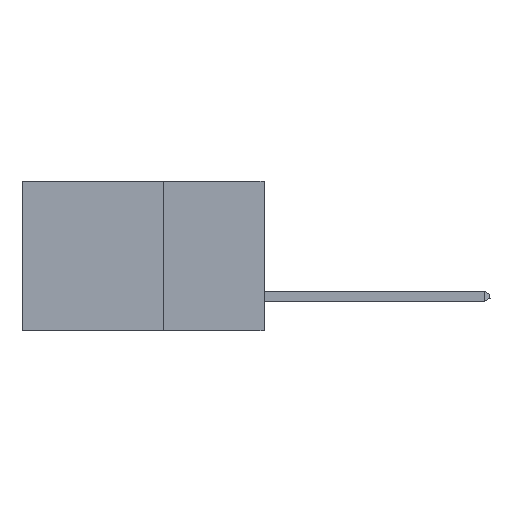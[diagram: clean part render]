
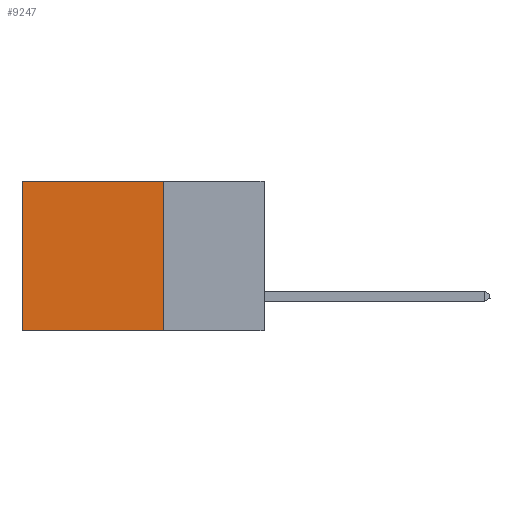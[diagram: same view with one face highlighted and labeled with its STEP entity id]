
A CAD part, left-side view. The second image highlights one B-rep face of the part: STEP entity #9247.
In plain terms, the highlighted planar face has unit normal (-1, 0, 0).
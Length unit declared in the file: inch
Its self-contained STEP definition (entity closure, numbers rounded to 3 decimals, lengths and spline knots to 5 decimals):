
#273 = EDGE_CURVE ( 'NONE', #1925, #5944, #8116, .T. ) ;
#693 = LINE ( 'NONE', #7015, #7927 ) ;
#920 = VECTOR ( 'NONE', #5838, 39.37008 ) ;
#947 = LINE ( 'NONE', #12104, #8188 ) ;
#1238 = DIRECTION ( 'NONE',  ( 0., 0., -1. ) ) ;
#1241 = VERTEX_POINT ( 'NONE', #11394 ) ;
#1657 = EDGE_LOOP ( 'NONE', ( #8302, #3159, #10257, #6767 ) ) ;
#1925 = VERTEX_POINT ( 'NONE', #8687 ) ;
#2850 = PLANE ( 'NONE',  #6453 ) ;
#3159 = ORIENTED_EDGE ( 'NONE', *, *, #7309, .F. ) ;
#5473 = VERTEX_POINT ( 'NONE', #10811 ) ;
#5615 = DIRECTION ( 'NONE',  ( 1., 0., 0. ) ) ;
#5838 = DIRECTION ( 'NONE',  ( 0., 1., 0. ) ) ;
#5944 = VERTEX_POINT ( 'NONE', #9486 ) ;
#5969 = EDGE_CURVE ( 'NONE', #5473, #1241, #693, .T. ) ;
#6453 = AXIS2_PLACEMENT_3D ( 'NONE', #9482, #5615, #8519 ) ;
#6557 = LINE ( 'NONE', #10526, #920 ) ;
#6767 = ORIENTED_EDGE ( 'NONE', *, *, #8446, .T. ) ;
#7015 = CARTESIAN_POINT ( 'NONE',  ( 0.298, 0.6, 0. ) ) ;
#7232 = VECTOR ( 'NONE', #8226, 39.37008 ) ;
#7309 = EDGE_CURVE ( 'NONE', #5944, #1241, #947, .T. ) ;
#7927 = VECTOR ( 'NONE', #1238, 39.37008 ) ;
#8116 = LINE ( 'NONE', #11818, #7232 ) ;
#8188 = VECTOR ( 'NONE', #8464, 39.37008 ) ;
#8226 = DIRECTION ( 'NONE',  ( 0., 0., -1. ) ) ;
#8302 = ORIENTED_EDGE ( 'NONE', *, *, #5969, .T. ) ;
#8446 = EDGE_CURVE ( 'NONE', #1925, #5473, #6557, .T. ) ;
#8464 = DIRECTION ( 'NONE',  ( 0., 1., 0. ) ) ;
#8519 = DIRECTION ( 'NONE',  ( 0., 0., -1. ) ) ;
#8687 = CARTESIAN_POINT ( 'NONE',  ( 0.298, 0.25, 0. ) ) ;
#8724 = FACE_OUTER_BOUND ( 'NONE', #1657, .T. ) ;
#9247 = ADVANCED_FACE ( 'NONE', ( #8724 ), #2850, .F. ) ;
#9482 = CARTESIAN_POINT ( 'NONE',  ( 0.298, 0.25, 0. ) ) ;
#9486 = CARTESIAN_POINT ( 'NONE',  ( 0.298, 0.25, -0.37 ) ) ;
#10257 = ORIENTED_EDGE ( 'NONE', *, *, #273, .F. ) ;
#10526 = CARTESIAN_POINT ( 'NONE',  ( 0.298, 0.25, 0. ) ) ;
#10811 = CARTESIAN_POINT ( 'NONE',  ( 0.298, 0.6, 0. ) ) ;
#11394 = CARTESIAN_POINT ( 'NONE',  ( 0.298, 0.6, -0.37 ) ) ;
#11818 = CARTESIAN_POINT ( 'NONE',  ( 0.298, 0.25, 0. ) ) ;
#12104 = CARTESIAN_POINT ( 'NONE',  ( 0.298, 0.25, -0.37 ) ) ;
